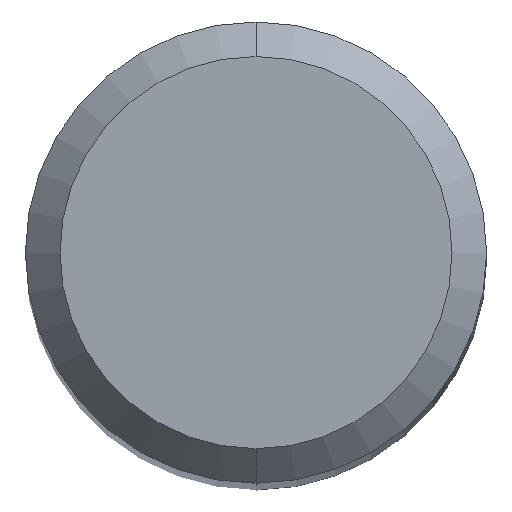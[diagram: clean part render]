
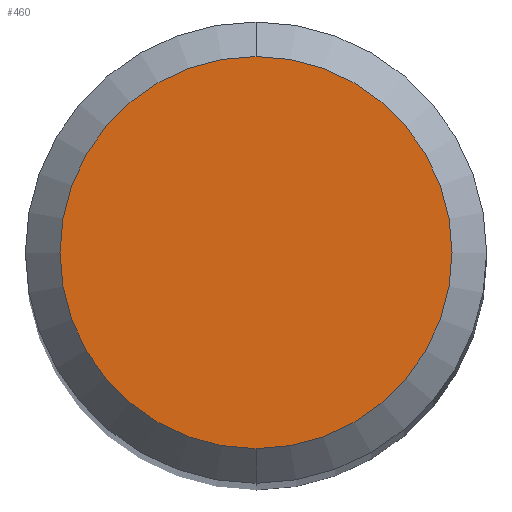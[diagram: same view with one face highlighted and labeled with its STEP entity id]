
A CAD part, top view. The second image highlights one B-rep face of the part: STEP entity #460.
In plain terms, the highlighted planar face has unit normal (0, 0, 1).
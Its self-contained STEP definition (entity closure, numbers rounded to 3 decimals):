
#222=EDGE_CURVE('',#456,#442,#558,.T.);
#302=EDGE_CURVE('',#442,#456,#649,.T.);
#442=VERTEX_POINT('',#805);
#456=VERTEX_POINT('',#822);
#460=ADVANCED_FACE('',(#826),#827,.T.);
#558=CIRCLE('',#939,1.7);
#649=CIRCLE('',#1075,1.7);
#805=CARTESIAN_POINT('',(0.0,1.7,0.0));
#822=CARTESIAN_POINT('',(0.,-1.7,0.0));
#826=FACE_OUTER_BOUND('',#1434,.T.);
#827=PLANE('',#1435);
#939=AXIS2_PLACEMENT_3D('',#1587,#1588,#1589);
#1075=AXIS2_PLACEMENT_3D('',#1701,#1702,#1703);
#1434=EDGE_LOOP('',(#1905,#1906));
#1435=AXIS2_PLACEMENT_3D('',#1907,#1908,#1909);
#1587=CARTESIAN_POINT('',(0.0,0.0,0.0));
#1588=DIRECTION('',(0.0,0.0,-1.0));
#1589=DIRECTION('',(0.0,1.0,0.0));
#1701=CARTESIAN_POINT('',(0.0,0.0,0.0));
#1702=DIRECTION('',(0.0,0.0,-1.0));
#1703=DIRECTION('',(0.0,1.0,0.0));
#1905=ORIENTED_EDGE('',*,*,#302,.F.);
#1906=ORIENTED_EDGE('',*,*,#222,.F.);
#1907=CARTESIAN_POINT('',(0.0,0.85,0.0));
#1908=DIRECTION('',(-0.0,0.0,1.0));
#1909=DIRECTION('',(0.0,-1.0,0.0));
